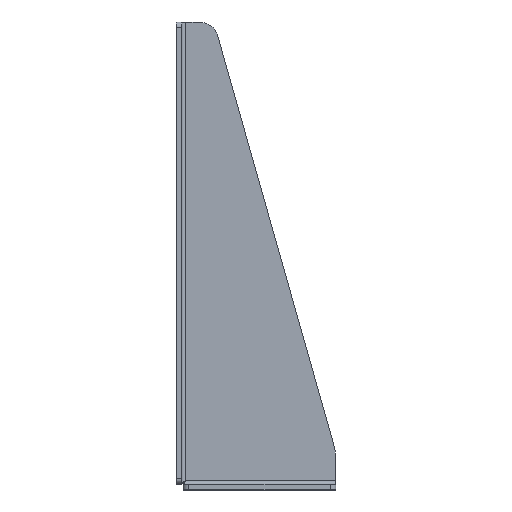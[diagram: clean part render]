
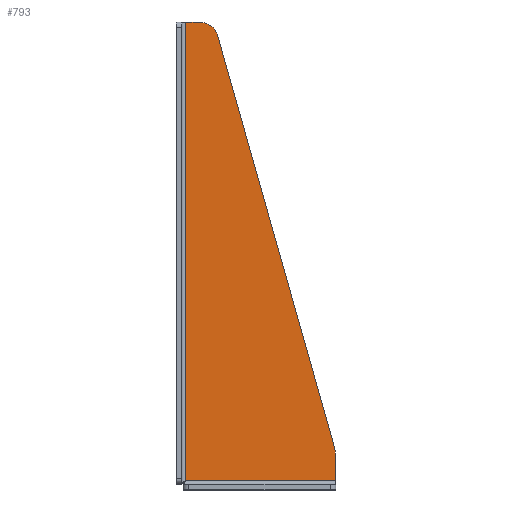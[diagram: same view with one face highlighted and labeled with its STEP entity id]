
A CAD part, top view. The second image highlights one B-rep face of the part: STEP entity #793.
In plain terms, the highlighted planar face has unit normal (0, 0, 1).
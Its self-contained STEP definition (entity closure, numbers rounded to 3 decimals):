
#46 = CARTESIAN_POINT ( 'NONE',  ( 7.443, 234., 0. ) ) ;
#55 = DIRECTION ( 'NONE',  ( 0., 0., 1. ) ) ;
#71 = CARTESIAN_POINT ( 'NONE',  ( 80., 0., 0. ) ) ;
#75 = LINE ( 'NONE', #453, #142 ) ;
#85 = VERTEX_POINT ( 'NONE', #627 ) ;
#89 = ORIENTED_EDGE ( 'NONE', *, *, #410, .T. ) ;
#119 = AXIS2_PLACEMENT_3D ( 'NONE', #1308, #55, #260 ) ;
#124 = AXIS2_PLACEMENT_3D ( 'NONE', #46, #244, #636 ) ;
#136 = EDGE_CURVE ( 'NONE', #85, #299, #980, .T. ) ;
#137 = EDGE_CURVE ( 'NONE', #1310, #217, #75, .T. ) ;
#138 = ORIENTED_EDGE ( 'NONE', *, *, #940, .T. ) ;
#142 = VECTOR ( 'NONE', #886, 1000. ) ;
#157 = DIRECTION ( 'NONE',  ( -1., 0., 0. ) ) ;
#187 = ORIENTED_EDGE ( 'NONE', *, *, #827, .T. ) ;
#207 = DIRECTION ( 'NONE',  ( 0., 0., -1. ) ) ;
#217 = VERTEX_POINT ( 'NONE', #501 ) ;
#244 = DIRECTION ( 'NONE',  ( 0., 0., 1. ) ) ;
#250 = LINE ( 'NONE', #1079, #486 ) ;
#252 = EDGE_CURVE ( 'NONE', #1034, #1310, #250, .T. ) ;
#260 = DIRECTION ( 'NONE',  ( -1., 0., 0. ) ) ;
#277 = VERTEX_POINT ( 'NONE', #465 ) ;
#299 = VERTEX_POINT ( 'NONE', #1001 ) ;
#303 = CARTESIAN_POINT ( 'NONE',  ( 0., 0., 0. ) ) ;
#329 = EDGE_LOOP ( 'NONE', ( #187, #138, #1020, #841, #89, #828, #818 ) ) ;
#340 = DIRECTION ( 'NONE',  ( -0.273, 0.962, 0. ) ) ;
#348 = LINE ( 'NONE', #563, #813 ) ;
#378 = AXIS2_PLACEMENT_3D ( 'NONE', #303, #207, #1025 ) ;
#391 = LINE ( 'NONE', #908, #620 ) ;
#410 = EDGE_CURVE ( 'NONE', #217, #277, #391, .T. ) ;
#453 = CARTESIAN_POINT ( 'NONE',  ( 0., 244., 0. ) ) ;
#465 = CARTESIAN_POINT ( 'NONE',  ( 80., 0., 0. ) ) ;
#486 = VECTOR ( 'NONE', #157, 1000. ) ;
#490 = CARTESIAN_POINT ( 'NONE',  ( 0., 244., 0. ) ) ;
#501 = CARTESIAN_POINT ( 'NONE',  ( 0., 0., 0. ) ) ;
#563 = CARTESIAN_POINT ( 'NONE',  ( 80., 15., 0. ) ) ;
#595 = LINE ( 'NONE', #71, #1331 ) ;
#620 = VECTOR ( 'NONE', #1215, 1000. ) ;
#627 = CARTESIAN_POINT ( 'NONE',  ( 80., 10.825, 0. ) ) ;
#636 = DIRECTION ( 'NONE',  ( -1., 0., 0. ) ) ;
#709 = CIRCLE ( 'NONE', #124, 10. ) ;
#793 = ADVANCED_FACE ( 'NONE', ( #1140 ), #1125, .F. ) ;
#813 = VECTOR ( 'NONE', #340, 1000. ) ;
#818 = ORIENTED_EDGE ( 'NONE', *, *, #136, .T. ) ;
#825 = CARTESIAN_POINT ( 'NONE',  ( 7.443, 244., 0. ) ) ;
#827 = EDGE_CURVE ( 'NONE', #299, #1229, #348, .T. ) ;
#828 = ORIENTED_EDGE ( 'NONE', *, *, #1267, .T. ) ;
#841 = ORIENTED_EDGE ( 'NONE', *, *, #137, .T. ) ;
#886 = DIRECTION ( 'NONE',  ( 0., -1., 0. ) ) ;
#908 = CARTESIAN_POINT ( 'NONE',  ( 0., 0., 0. ) ) ;
#940 = EDGE_CURVE ( 'NONE', #1229, #1034, #709, .T. ) ;
#980 = CIRCLE ( 'NONE', #119, 30. ) ;
#1001 = CARTESIAN_POINT ( 'NONE',  ( 78.86, 19.017, 0. ) ) ;
#1020 = ORIENTED_EDGE ( 'NONE', *, *, #252, .T. ) ;
#1025 = DIRECTION ( 'NONE',  ( -1., 0., 0. ) ) ;
#1034 = VERTEX_POINT ( 'NONE', #825 ) ;
#1079 = CARTESIAN_POINT ( 'NONE',  ( 0., 244., 0. ) ) ;
#1125 = PLANE ( 'NONE',  #378 ) ;
#1140 = FACE_OUTER_BOUND ( 'NONE', #329, .T. ) ;
#1215 = DIRECTION ( 'NONE',  ( 1., 0., 0. ) ) ;
#1229 = VERTEX_POINT ( 'NONE', #1292 ) ;
#1267 = EDGE_CURVE ( 'NONE', #277, #85, #595, .T. ) ;
#1292 = CARTESIAN_POINT ( 'NONE',  ( 17.063, 236.731, 0. ) ) ;
#1308 = CARTESIAN_POINT ( 'NONE',  ( 50., 10.825, 0. ) ) ;
#1310 = VERTEX_POINT ( 'NONE', #490 ) ;
#1313 = DIRECTION ( 'NONE',  ( 0., 1., 0. ) ) ;
#1331 = VECTOR ( 'NONE', #1313, 1000. ) ;
